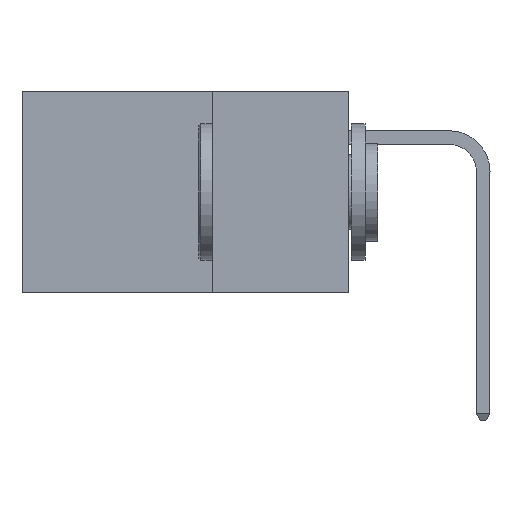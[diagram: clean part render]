
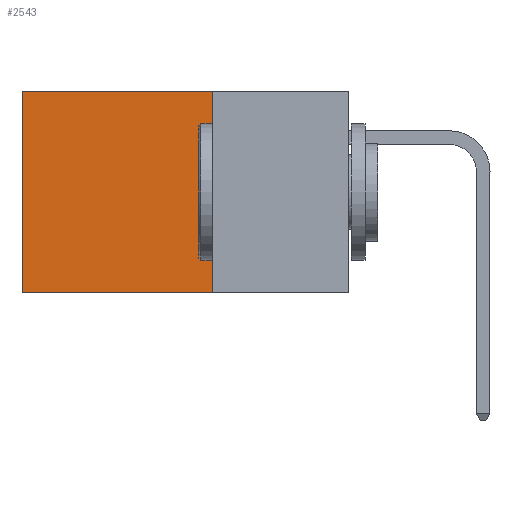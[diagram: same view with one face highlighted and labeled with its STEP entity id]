
A CAD part, left-side view. The second image highlights one B-rep face of the part: STEP entity #2543.
In plain terms, the highlighted planar face has unit normal (-1, 0, 0).
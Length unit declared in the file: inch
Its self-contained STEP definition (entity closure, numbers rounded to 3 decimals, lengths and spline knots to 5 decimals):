
#316 = ORIENTED_EDGE ( 'NONE', *, *, #23195, .F. ) ;
#1274 = DIRECTION ( 'NONE',  ( 1., 0., 0. ) ) ;
#2066 = VECTOR ( 'NONE', #4557, 39.37008 ) ;
#2280 = CARTESIAN_POINT ( 'NONE',  ( 0.2875, 0.25, 0. ) ) ;
#2543 = ADVANCED_FACE ( 'NONE', ( #4312 ), #27734, .F. ) ;
#4189 = VERTEX_POINT ( 'NONE', #20432 ) ;
#4301 = VECTOR ( 'NONE', #9722, 39.37008 ) ;
#4312 = FACE_OUTER_BOUND ( 'NONE', #23507, .T. ) ;
#4557 = DIRECTION ( 'NONE',  ( 0., 1., 0. ) ) ;
#4631 = AXIS2_PLACEMENT_3D ( 'NONE', #7985, #1274, #16850 ) ;
#4942 = CARTESIAN_POINT ( 'NONE',  ( 0.2875, 0.25, -0.37 ) ) ;
#5904 = EDGE_CURVE ( 'NONE', #9404, #4189, #20721, .T. ) ;
#7055 = ORIENTED_EDGE ( 'NONE', *, *, #27907, .T. ) ;
#7985 = CARTESIAN_POINT ( 'NONE',  ( 0.2875, 0.25, 0. ) ) ;
#9404 = VERTEX_POINT ( 'NONE', #10695 ) ;
#9722 = DIRECTION ( 'NONE',  ( 0., 0., -1. ) ) ;
#10264 = VERTEX_POINT ( 'NONE', #23137 ) ;
#10695 = CARTESIAN_POINT ( 'NONE',  ( 0.2875, 0.6, 0. ) ) ;
#11712 = VECTOR ( 'NONE', #13728, 39.37008 ) ;
#13728 = DIRECTION ( 'NONE',  ( 0., 1., 0. ) ) ;
#14601 = LINE ( 'NONE', #2280, #2066 ) ;
#15656 = ORIENTED_EDGE ( 'NONE', *, *, #24916, .F. ) ;
#16850 = DIRECTION ( 'NONE',  ( 0., 0., -1. ) ) ;
#20432 = CARTESIAN_POINT ( 'NONE',  ( 0.2875, 0.6, -0.37 ) ) ;
#20721 = LINE ( 'NONE', #24772, #25844 ) ;
#22554 = DIRECTION ( 'NONE',  ( 0., 0., -1. ) ) ;
#22593 = CARTESIAN_POINT ( 'NONE',  ( 0.2875, 0.25, 0. ) ) ;
#23137 = CARTESIAN_POINT ( 'NONE',  ( 0.2875, 0.25, -0.37 ) ) ;
#23195 = EDGE_CURVE ( 'NONE', #10264, #4189, #23435, .T. ) ;
#23435 = LINE ( 'NONE', #4942, #11712 ) ;
#23507 = EDGE_LOOP ( 'NONE', ( #26086, #316, #15656, #7055 ) ) ;
#24772 = CARTESIAN_POINT ( 'NONE',  ( 0.2875, 0.6, 0. ) ) ;
#24916 = EDGE_CURVE ( 'NONE', #27274, #10264, #28365, .T. ) ;
#25012 = CARTESIAN_POINT ( 'NONE',  ( 0.2875, 0.25, 0. ) ) ;
#25844 = VECTOR ( 'NONE', #22554, 39.37008 ) ;
#26086 = ORIENTED_EDGE ( 'NONE', *, *, #5904, .T. ) ;
#27274 = VERTEX_POINT ( 'NONE', #22593 ) ;
#27734 = PLANE ( 'NONE',  #4631 ) ;
#27907 = EDGE_CURVE ( 'NONE', #27274, #9404, #14601, .T. ) ;
#28365 = LINE ( 'NONE', #25012, #4301 ) ;
